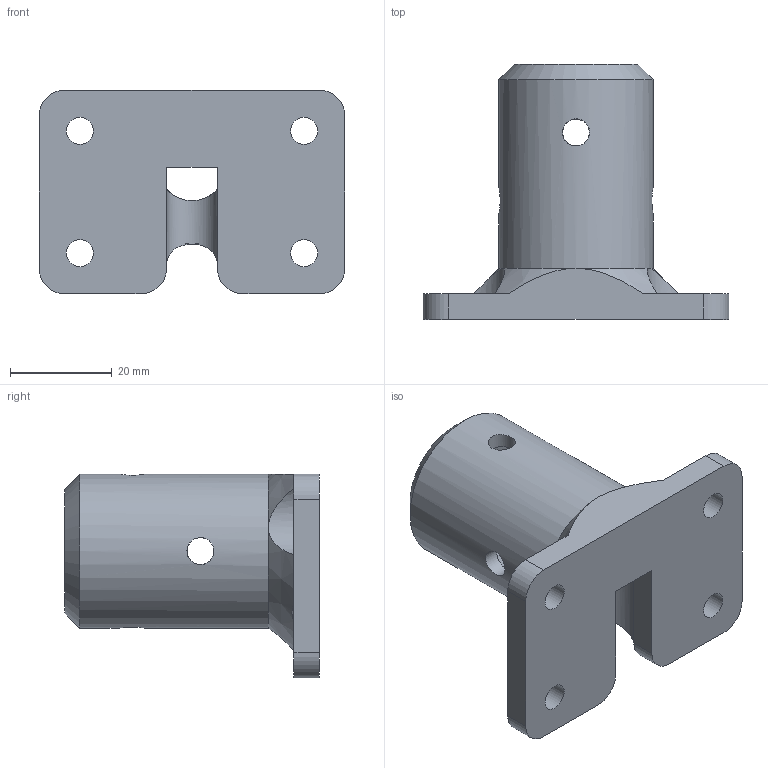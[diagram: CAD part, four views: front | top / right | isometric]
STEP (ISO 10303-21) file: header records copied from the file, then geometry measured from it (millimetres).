
FILE_DESCRIPTION(/* description */ ('STEP AP242','CAx-IF Rec.Pracs.---Representation and Presentation of Product Manufacturing Information (PMI)---4.0---2014-10-13','CAx-IF Rec.Pracs.---3D Tessellated Geometry---0.4---2014-09-14','2;1'),/* implementation_level */ '2;1');
FILE_NAME(/* name */ '6891fbd48283fb060a98e19d',/* time_stamp */ '2025-08-05T12:40:53Z',/* author */ (''),/* organization */ (''),/* preprocessor_version */ 'ST-DEVELOPER v20',/* originating_system */ 'ONSHAPE BY PTC INC, 1.201',/* authorisation */ ' ');
FILE_SCHEMA (('AP242_MANAGED_MODEL_BASED_3D_ENGINEERING_MIM_LF { 1 0 10303 442 1 1 4 }'));
Length unit declared in the file: metre
Products named in the file (1): basket_tube_mount
Bounding box: 60 x 50 x 40 mm (x, y, z)
Volume: 34967.6 mm3; surface area: 12290.6 mm2
Topology: 1 solids, 1 shells, 67 faces, 181 edges, 118 vertices
Faces by surface type: plane 41, cylinder 21, cone 5
Full cylindrical faces by diameter (mm): 5.3 x8, 13.2 x1, 30.25 x1
Entity records: 2136 total; most frequent: CARTESIAN_POINT 449, DIRECTION 343, ORIENTED_EDGE 328, EDGE_CURVE 164, AXIS2_PLACEMENT_3D 126, VERTEX_POINT 113, EDGE_LOOP 99, FACE_BOUND 99
